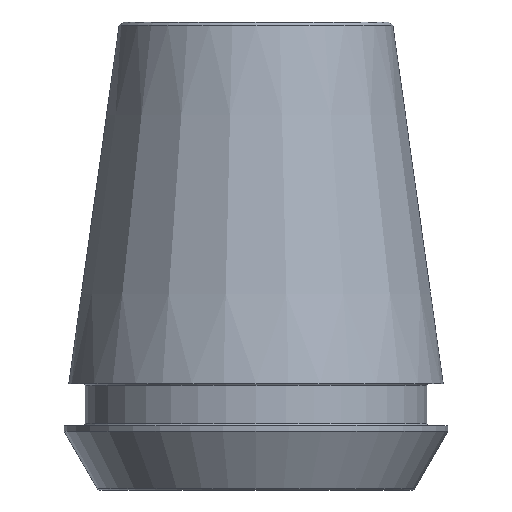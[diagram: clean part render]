
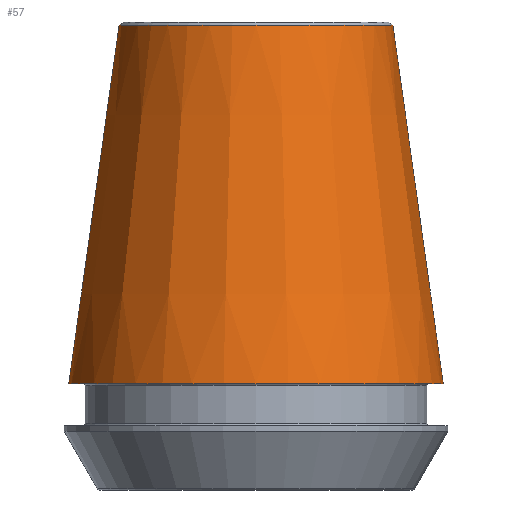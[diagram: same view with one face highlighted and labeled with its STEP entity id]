
A CAD part, front view. The second image highlights one B-rep face of the part: STEP entity #57.
In plain terms, the highlighted conical face has half-angle 8 degrees and reference radius 11.657 mm.
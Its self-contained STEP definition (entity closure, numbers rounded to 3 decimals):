
#39=CONICAL_SURFACE('',#203,11.657,8.);
#57=ADVANCED_FACE('',(#78,#79),#39,.T.);
#78=FACE_BOUND('',#100,.T.);
#79=FACE_BOUND('',#101,.T.);
#100=EDGE_LOOP('',(#122));
#101=EDGE_LOOP('',(#123));
#122=ORIENTED_EDGE('',*,*,#149,.F.);
#123=ORIENTED_EDGE('',*,*,#140,.F.);
#129=VERTEX_POINT('',#267);
#138=VERTEX_POINT('',#294);
#140=EDGE_CURVE('',#129,#129,#151,.T.);
#149=EDGE_CURVE('',#138,#138,#160,.T.);
#151=CIRCLE('',#184,16.);
#160=CIRCLE('',#202,11.699);
#184=AXIS2_PLACEMENT_3D('',#266,#216,#217);
#202=AXIS2_PLACEMENT_3D('',#293,#252,#253);
#203=AXIS2_PLACEMENT_3D('',#295,#254,#255);
#216=DIRECTION('',(0.,0.,-1.));
#217=DIRECTION('',(-1.,0.,0.));
#252=DIRECTION('',(0.,0.,1.));
#253=DIRECTION('',(-1.,0.,0.));
#254=DIRECTION('',(0.,0.,-1.));
#255=DIRECTION('',(-1.,0.,0.));
#266=CARTESIAN_POINT('',(0.,0.,0.));
#267=CARTESIAN_POINT('',(-16.,0.,0.));
#293=CARTESIAN_POINT('',(0.,0.,30.603));
#294=CARTESIAN_POINT('',(-11.699,0.,30.603));
#295=CARTESIAN_POINT('',(0.,0.,30.9));
